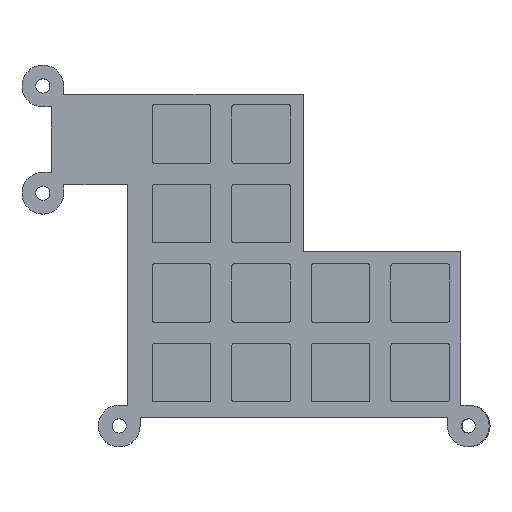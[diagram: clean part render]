
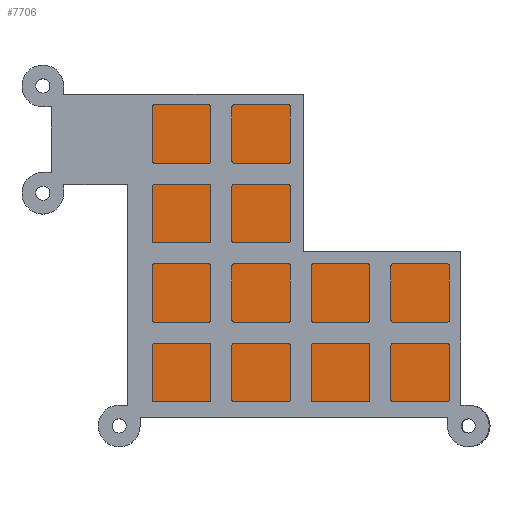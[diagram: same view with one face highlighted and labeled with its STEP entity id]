
A CAD part, top view. The second image highlights one B-rep face of the part: STEP entity #7706.
In plain terms, the highlighted planar face has unit normal (0, 0, 1).
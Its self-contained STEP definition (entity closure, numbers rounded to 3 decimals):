
#99=CIRCLE('',#8000,5.);
#100=CIRCLE('',#8001,5.);
#101=CIRCLE('',#8002,5.);
#102=CIRCLE('',#8003,5.);
#103=CIRCLE('',#8004,1.7);
#104=CIRCLE('',#8005,1.7);
#105=CIRCLE('',#8006,1.7);
#106=CIRCLE('',#8007,1.7);
#238=FACE_BOUND('',#1143,.T.);
#239=FACE_BOUND('',#1144,.T.);
#240=FACE_BOUND('',#1145,.T.);
#241=FACE_BOUND('',#1146,.T.);
#377=PLANE('',#7999);
#718=FACE_OUTER_BOUND('',#1142,.T.);
#1142=EDGE_LOOP('',(#6431,#6432,#6433,#6434,#6435,#6436,#6437,#6438,#6439,
#6440,#6441,#6442,#6443,#6444,#6445,#6446,#6447,#6448,#6449,#6450));
#1143=EDGE_LOOP('',(#6451));
#1144=EDGE_LOOP('',(#6452));
#1145=EDGE_LOOP('',(#6453));
#1146=EDGE_LOOP('',(#6454));
#1755=LINE('',#13756,#2485);
#1757=LINE('',#13763,#2487);
#1758=LINE('',#13764,#2488);
#1759=LINE('',#13768,#2489);
#1760=LINE('',#13770,#2490);
#1761=LINE('',#13772,#2491);
#1762=LINE('',#13774,#2492);
#1763=LINE('',#13778,#2493);
#1764=LINE('',#13780,#2494);
#1765=LINE('',#13782,#2495);
#1766=LINE('',#13786,#2496);
#1767=LINE('',#13788,#2497);
#1768=LINE('',#13790,#2498);
#1769=LINE('',#13792,#2499);
#1770=LINE('',#13794,#2500);
#1771=LINE('',#13795,#2501);
#2485=VECTOR('',#8925,10.);
#2487=VECTOR('',#8931,10.);
#2488=VECTOR('',#8932,10.);
#2489=VECTOR('',#8935,10.);
#2490=VECTOR('',#8936,10.);
#2491=VECTOR('',#8937,10.);
#2492=VECTOR('',#8938,10.);
#2493=VECTOR('',#8941,10.);
#2494=VECTOR('',#8942,10.);
#2495=VECTOR('',#8943,10.);
#2496=VECTOR('',#8946,10.);
#2497=VECTOR('',#8947,10.);
#2498=VECTOR('',#8948,10.);
#2499=VECTOR('',#8949,10.);
#2500=VECTOR('',#8950,10.);
#2501=VECTOR('',#8951,10.);
#3577=VERTEX_POINT('',#13753);
#3578=VERTEX_POINT('',#13755);
#3579=VERTEX_POINT('',#13759);
#3580=VERTEX_POINT('',#13760);
#3581=VERTEX_POINT('',#13762);
#3582=VERTEX_POINT('',#13765);
#3583=VERTEX_POINT('',#13767);
#3584=VERTEX_POINT('',#13769);
#3585=VERTEX_POINT('',#13771);
#3586=VERTEX_POINT('',#13773);
#3587=VERTEX_POINT('',#13775);
#3588=VERTEX_POINT('',#13777);
#3589=VERTEX_POINT('',#13779);
#3590=VERTEX_POINT('',#13781);
#3591=VERTEX_POINT('',#13783);
#3592=VERTEX_POINT('',#13785);
#3593=VERTEX_POINT('',#13787);
#3594=VERTEX_POINT('',#13789);
#3595=VERTEX_POINT('',#13791);
#3596=VERTEX_POINT('',#13793);
#3597=VERTEX_POINT('',#13796);
#3598=VERTEX_POINT('',#13798);
#3599=VERTEX_POINT('',#13800);
#3600=VERTEX_POINT('',#13802);
#4577=EDGE_CURVE('',#3578,#3577,#1755,.T.);
#4579=EDGE_CURVE('',#3579,#3580,#99,.T.);
#4580=EDGE_CURVE('',#3579,#3581,#1757,.T.);
#4581=EDGE_CURVE('',#3581,#3578,#1758,.T.);
#4582=EDGE_CURVE('',#3582,#3577,#100,.T.);
#4583=EDGE_CURVE('',#3582,#3583,#1759,.T.);
#4584=EDGE_CURVE('',#3583,#3584,#1760,.T.);
#4585=EDGE_CURVE('',#3584,#3585,#1761,.T.);
#4586=EDGE_CURVE('',#3585,#3586,#1762,.T.);
#4587=EDGE_CURVE('',#3587,#3586,#101,.T.);
#4588=EDGE_CURVE('',#3587,#3588,#1763,.T.);
#4589=EDGE_CURVE('',#3588,#3589,#1764,.T.);
#4590=EDGE_CURVE('',#3589,#3590,#1765,.T.);
#4591=EDGE_CURVE('',#3591,#3590,#102,.T.);
#4592=EDGE_CURVE('',#3591,#3592,#1766,.T.);
#4593=EDGE_CURVE('',#3592,#3593,#1767,.T.);
#4594=EDGE_CURVE('',#3593,#3594,#1768,.T.);
#4595=EDGE_CURVE('',#3594,#3595,#1769,.T.);
#4596=EDGE_CURVE('',#3595,#3596,#1770,.T.);
#4597=EDGE_CURVE('',#3596,#3580,#1771,.T.);
#4598=EDGE_CURVE('',#3597,#3597,#103,.T.);
#4599=EDGE_CURVE('',#3598,#3598,#104,.T.);
#4600=EDGE_CURVE('',#3599,#3599,#105,.T.);
#4601=EDGE_CURVE('',#3600,#3600,#106,.T.);
#6431=ORIENTED_EDGE('',*,*,#4579,.F.);
#6432=ORIENTED_EDGE('',*,*,#4580,.T.);
#6433=ORIENTED_EDGE('',*,*,#4581,.T.);
#6434=ORIENTED_EDGE('',*,*,#4577,.T.);
#6435=ORIENTED_EDGE('',*,*,#4582,.F.);
#6436=ORIENTED_EDGE('',*,*,#4583,.T.);
#6437=ORIENTED_EDGE('',*,*,#4584,.T.);
#6438=ORIENTED_EDGE('',*,*,#4585,.T.);
#6439=ORIENTED_EDGE('',*,*,#4586,.T.);
#6440=ORIENTED_EDGE('',*,*,#4587,.F.);
#6441=ORIENTED_EDGE('',*,*,#4588,.T.);
#6442=ORIENTED_EDGE('',*,*,#4589,.T.);
#6443=ORIENTED_EDGE('',*,*,#4590,.T.);
#6444=ORIENTED_EDGE('',*,*,#4591,.F.);
#6445=ORIENTED_EDGE('',*,*,#4592,.T.);
#6446=ORIENTED_EDGE('',*,*,#4593,.T.);
#6447=ORIENTED_EDGE('',*,*,#4594,.T.);
#6448=ORIENTED_EDGE('',*,*,#4595,.T.);
#6449=ORIENTED_EDGE('',*,*,#4596,.T.);
#6450=ORIENTED_EDGE('',*,*,#4597,.T.);
#6451=ORIENTED_EDGE('',*,*,#4598,.T.);
#6452=ORIENTED_EDGE('',*,*,#4599,.T.);
#6453=ORIENTED_EDGE('',*,*,#4600,.T.);
#6454=ORIENTED_EDGE('',*,*,#4601,.T.);
#7706=ADVANCED_FACE('',(#718,#238,#239,#240,#241),#377,.T.);
#7999=AXIS2_PLACEMENT_3D('',#13758,#8927,#8928);
#8000=AXIS2_PLACEMENT_3D('',#13761,#8929,#8930);
#8001=AXIS2_PLACEMENT_3D('',#13766,#8933,#8934);
#8002=AXIS2_PLACEMENT_3D('',#13776,#8939,#8940);
#8003=AXIS2_PLACEMENT_3D('',#13784,#8944,#8945);
#8004=AXIS2_PLACEMENT_3D('',#13797,#8952,#8953);
#8005=AXIS2_PLACEMENT_3D('',#13799,#8954,#8955);
#8006=AXIS2_PLACEMENT_3D('',#13801,#8956,#8957);
#8007=AXIS2_PLACEMENT_3D('',#13803,#8958,#8959);
#8925=DIRECTION('',(-1.,0.,0.));
#8927=DIRECTION('center_axis',(0.,0.,1.));
#8928=DIRECTION('ref_axis',(1.,0.,0.));
#8929=DIRECTION('center_axis',(0.,0.,-1.));
#8930=DIRECTION('ref_axis',(-0.707,0.707,0.));
#8931=DIRECTION('',(1.,0.,0.));
#8932=DIRECTION('',(0.,-1.,0.));
#8933=DIRECTION('center_axis',(0.,0.,-1.));
#8934=DIRECTION('ref_axis',(-0.707,-0.707,0.));
#8935=DIRECTION('',(0.,1.,0.));
#8936=DIRECTION('',(1.,0.,0.));
#8937=DIRECTION('',(0.,-1.,0.));
#8938=DIRECTION('',(-1.,0.,0.));
#8939=DIRECTION('center_axis',(0.,0.,-1.));
#8940=DIRECTION('ref_axis',(-0.707,0.707,0.));
#8941=DIRECTION('',(0.,1.,0.));
#8942=DIRECTION('',(1.,0.,0.));
#8943=DIRECTION('',(0.,-1.,0.));
#8944=DIRECTION('center_axis',(0.,0.,-1.));
#8945=DIRECTION('ref_axis',(0.707,0.707,0.));
#8946=DIRECTION('',(-1.,0.,0.));
#8947=DIRECTION('',(0.,1.,0.));
#8948=DIRECTION('',(-1.,0.,0.));
#8949=DIRECTION('',(0.,1.,0.));
#8950=DIRECTION('',(-1.,0.,0.));
#8951=DIRECTION('',(0.,1.,0.));
#8952=DIRECTION('center_axis',(0.,0.,-1.));
#8953=DIRECTION('ref_axis',(1.,0.,0.));
#8954=DIRECTION('center_axis',(0.,0.,-1.));
#8955=DIRECTION('ref_axis',(1.,0.,0.));
#8956=DIRECTION('center_axis',(0.,0.,-1.));
#8957=DIRECTION('ref_axis',(1.,0.,0.));
#8958=DIRECTION('center_axis',(0.,0.,-1.));
#8959=DIRECTION('ref_axis',(1.,0.,0.));
#13753=CARTESIAN_POINT('',(-20.301,58.776,3.));
#13755=CARTESIAN_POINT('',(-18.301,58.776,3.));
#13756=CARTESIAN_POINT('',(-15.301,58.776,3.));
#13758=CARTESIAN_POINT('Origin',(30.777,38.736,3.));
#13759=CARTESIAN_POINT('',(-20.301,74.472,3.));
#13760=CARTESIAN_POINT('',(-15.301,79.472,3.));
#13761=CARTESIAN_POINT('Origin',(-20.301,79.472,3.));
#13762=CARTESIAN_POINT('',(-18.301,74.472,3.));
#13763=CARTESIAN_POINT('',(-15.301,74.472,3.));
#13764=CARTESIAN_POINT('',(-18.301,77.472,3.));
#13765=CARTESIAN_POINT('',(-15.301,53.776,3.));
#13766=CARTESIAN_POINT('Origin',(-20.301,53.776,3.));
#13767=CARTESIAN_POINT('',(-15.301,55.776,3.));
#13768=CARTESIAN_POINT('',(-15.301,48.776,3.));
#13769=CARTESIAN_POINT('',(0.,55.776,3.));
#13770=CARTESIAN_POINT('',(-18.301,55.776,3.));
#13771=CARTESIAN_POINT('',(0.,3.,3.));
#13772=CARTESIAN_POINT('',(0.,77.472,3.));
#13773=CARTESIAN_POINT('',(-2.,3.,3.));
#13774=CARTESIAN_POINT('',(3.,3.,3.));
#13775=CARTESIAN_POINT('',(3.,-2.,3.));
#13776=CARTESIAN_POINT('Origin',(-2.,-2.,3.));
#13777=CARTESIAN_POINT('',(3.,0.,3.));
#13778=CARTESIAN_POINT('',(3.,-7.,3.));
#13779=CARTESIAN_POINT('',(76.854,0.,3.));
#13780=CARTESIAN_POINT('',(0.,0.,3.));
#13781=CARTESIAN_POINT('',(76.854,-2.,3.));
#13782=CARTESIAN_POINT('',(76.854,-7.,3.));
#13783=CARTESIAN_POINT('',(81.854,3.,3.));
#13784=CARTESIAN_POINT('Origin',(81.854,-2.,3.));
#13785=CARTESIAN_POINT('',(79.854,3.,3.));
#13786=CARTESIAN_POINT('',(76.854,3.,3.));
#13787=CARTESIAN_POINT('',(79.854,39.715,3.));
#13788=CARTESIAN_POINT('',(79.854,0.,3.));
#13789=CARTESIAN_POINT('',(42.094,39.715,3.));
#13790=CARTESIAN_POINT('',(42.094,39.715,3.));
#13791=CARTESIAN_POINT('',(42.094,77.472,3.));
#13792=CARTESIAN_POINT('',(42.094,77.472,3.));
#13793=CARTESIAN_POINT('',(-15.301,77.472,3.));
#13794=CARTESIAN_POINT('',(79.854,77.472,3.));
#13795=CARTESIAN_POINT('',(-15.301,84.472,3.));
#13796=CARTESIAN_POINT('',(80.154,-2.,3.));
#13797=CARTESIAN_POINT('Origin',(81.854,-2.,3.));
#13798=CARTESIAN_POINT('',(-22.001,79.472,3.));
#13799=CARTESIAN_POINT('Origin',(-20.301,79.472,3.));
#13800=CARTESIAN_POINT('',(-3.7,-2.,3.));
#13801=CARTESIAN_POINT('Origin',(-2.,-2.,3.));
#13802=CARTESIAN_POINT('',(-22.001,53.776,3.));
#13803=CARTESIAN_POINT('Origin',(-20.301,53.776,3.));
